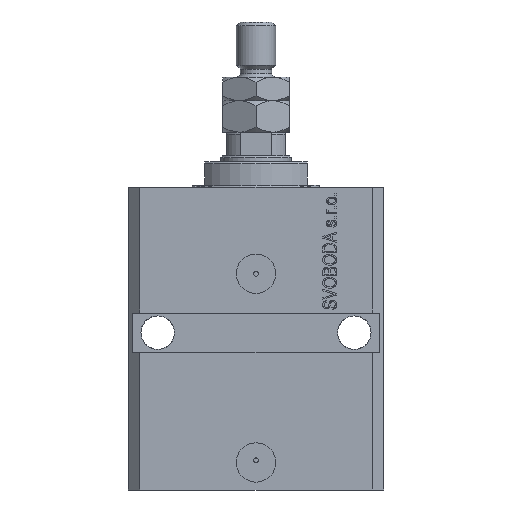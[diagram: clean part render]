
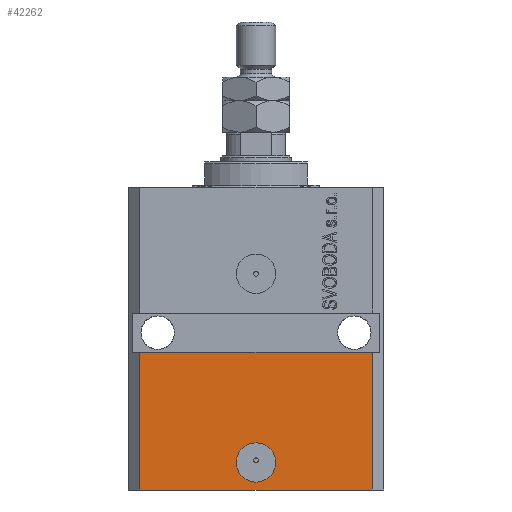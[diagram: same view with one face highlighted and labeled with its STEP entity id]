
A CAD part, front view. The second image highlights one B-rep face of the part: STEP entity #42262.
In plain terms, the highlighted planar face has unit normal (0, -1, 0).
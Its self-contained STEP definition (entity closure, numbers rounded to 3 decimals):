
#1828 = CARTESIAN_POINT ( 'NONE',  ( 5., -22.5, -70. ) ) ;
#2532 = VERTEX_POINT ( 'NONE', #19359 ) ;
#2632 = FACE_BOUND ( 'NONE', #12753, .T. ) ;
#3091 = CARTESIAN_POINT ( 'NONE',  ( -29.5, -22.5, -77. ) ) ;
#3925 = LINE ( 'NONE', #42525, #20994 ) ;
#5978 = VERTEX_POINT ( 'NONE', #16671 ) ;
#7117 = VERTEX_POINT ( 'NONE', #43460 ) ;
#7226 = ORIENTED_EDGE ( 'NONE', *, *, #16295, .T. ) ;
#7258 = VECTOR ( 'NONE', #42164, 1000. ) ;
#7853 = ORIENTED_EDGE ( 'NONE', *, *, #13872, .F. ) ;
#7964 = CIRCLE ( 'NONE', #36167, 5. ) ;
#9373 = PLANE ( 'NONE',  #45900 ) ;
#10931 = VECTOR ( 'NONE', #40903, 1000. ) ;
#10960 = ORIENTED_EDGE ( 'NONE', *, *, #12280, .F. ) ;
#11014 = VERTEX_POINT ( 'NONE', #34038 ) ;
#11514 = EDGE_CURVE ( 'NONE', #38504, #11014, #23687, .T. ) ;
#12276 = DIRECTION ( 'NONE',  ( 0., -1., 0. ) ) ;
#12280 = EDGE_CURVE ( 'NONE', #2532, #38504, #18144, .T. ) ;
#12753 = EDGE_LOOP ( 'NONE', ( #25740, #7853 ) ) ;
#13770 = CARTESIAN_POINT ( 'NONE',  ( 29.5, -22.5, -77. ) ) ;
#13872 = EDGE_CURVE ( 'NONE', #5978, #19453, #22110, .T. ) ;
#16295 = EDGE_CURVE ( 'NONE', #7117, #11014, #24919, .T. ) ;
#16671 = CARTESIAN_POINT ( 'NONE',  ( -5., -22.5, -70. ) ) ;
#18080 = DIRECTION ( 'NONE',  ( 1., 0., 0. ) ) ;
#18144 = LINE ( 'NONE', #35828, #19085 ) ;
#19085 = VECTOR ( 'NONE', #20956, 1000. ) ;
#19359 = CARTESIAN_POINT ( 'NONE',  ( -29.5, -22.5, -77. ) ) ;
#19453 = VERTEX_POINT ( 'NONE', #1828 ) ;
#20291 = FACE_OUTER_BOUND ( 'NONE', #27752, .T. ) ;
#20803 = CARTESIAN_POINT ( 'NONE',  ( 0., -22.5, -70. ) ) ;
#20956 = DIRECTION ( 'NONE',  ( 0., 0., 1. ) ) ;
#20994 = VECTOR ( 'NONE', #18080, 1000. ) ;
#22110 = CIRCLE ( 'NONE', #44389, 5. ) ;
#23687 = LINE ( 'NONE', #37420, #10931 ) ;
#23996 = DIRECTION ( 'NONE',  ( 0., -1., 0. ) ) ;
#24277 = DIRECTION ( 'NONE',  ( 0., -1., 0. ) ) ;
#24919 = LINE ( 'NONE', #13770, #7258 ) ;
#25140 = EDGE_CURVE ( 'NONE', #2532, #7117, #3925, .T. ) ;
#25740 = ORIENTED_EDGE ( 'NONE', *, *, #34994, .F. ) ;
#26905 = CARTESIAN_POINT ( 'NONE',  ( 0., -22.5, -70. ) ) ;
#27752 = EDGE_LOOP ( 'NONE', ( #41125, #10960, #42197, #7226 ) ) ;
#32417 = CARTESIAN_POINT ( 'NONE',  ( -29.5, -22.5, -42. ) ) ;
#34038 = CARTESIAN_POINT ( 'NONE',  ( 29.5, -22.5, -42. ) ) ;
#34984 = DIRECTION ( 'NONE',  ( 1., 0., 0. ) ) ;
#34994 = EDGE_CURVE ( 'NONE', #19453, #5978, #7964, .T. ) ;
#35828 = CARTESIAN_POINT ( 'NONE',  ( -29.5, -22.5, -77. ) ) ;
#36167 = AXIS2_PLACEMENT_3D ( 'NONE', #26905, #12276, #44366 ) ;
#37420 = CARTESIAN_POINT ( 'NONE',  ( -32.5, -22.5, -42. ) ) ;
#38504 = VERTEX_POINT ( 'NONE', #32417 ) ;
#40903 = DIRECTION ( 'NONE',  ( 1., 0., 0. ) ) ;
#41125 = ORIENTED_EDGE ( 'NONE', *, *, #11514, .F. ) ;
#41217 = DIRECTION ( 'NONE',  ( 1., 0., 0. ) ) ;
#42164 = DIRECTION ( 'NONE',  ( 0., 0., 1. ) ) ;
#42197 = ORIENTED_EDGE ( 'NONE', *, *, #25140, .T. ) ;
#42262 = ADVANCED_FACE ( 'NONE', ( #2632, #20291 ), #9373, .T. ) ;
#42525 = CARTESIAN_POINT ( 'NONE',  ( -29.5, -22.5, -77. ) ) ;
#43460 = CARTESIAN_POINT ( 'NONE',  ( 29.5, -22.5, -77. ) ) ;
#44366 = DIRECTION ( 'NONE',  ( 1., 0., 0. ) ) ;
#44389 = AXIS2_PLACEMENT_3D ( 'NONE', #20803, #24277, #34984 ) ;
#45900 = AXIS2_PLACEMENT_3D ( 'NONE', #3091, #23996, #41217 ) ;
